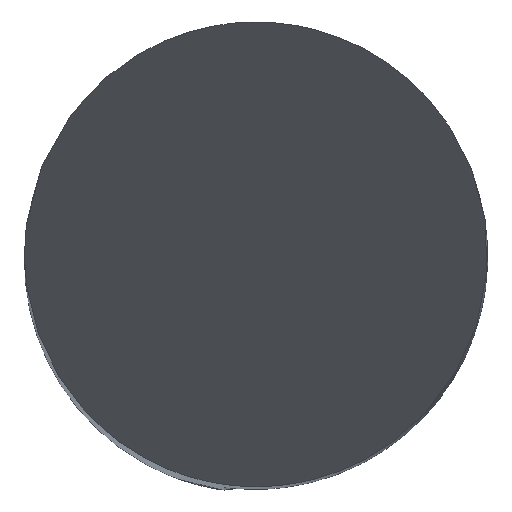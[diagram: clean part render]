
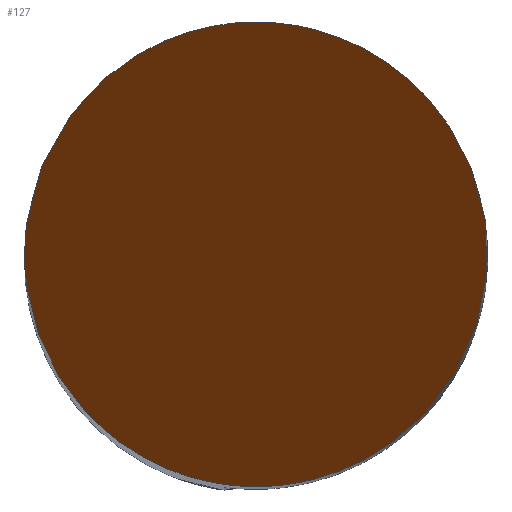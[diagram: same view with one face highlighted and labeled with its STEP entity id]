
A CAD part, top view. The second image highlights one B-rep face of the part: STEP entity #127.
In plain terms, the highlighted planar face has unit normal (0, -0.866, 0.5).
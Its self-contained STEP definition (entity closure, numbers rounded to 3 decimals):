
#61=PLANE('',#581);
#127=ADVANCED_FACE('',(#163),#61,.F.);
#163=FACE_OUTER_BOUND('',#192,.T.);
#192=EDGE_LOOP('',(#290));
#290=ORIENTED_EDGE('',*,*,#449,.F.);
#387=VERTEX_POINT('',#1214);
#449=EDGE_CURVE('',#387,#387,#530,.T.);
#530=(
BOUNDED_CURVE()
B_SPLINE_CURVE(3,(#1207,#1208,#1209,#1210,#1211,#1212,#1213),
 .UNSPECIFIED.,.T.,.F.)
B_SPLINE_CURVE_WITH_KNOTS((1,3,3,3,1),(-0.5,0.,0.5,1.,1.5),
 .UNSPECIFIED.)
CURVE()
GEOMETRIC_REPRESENTATION_ITEM()
RATIONAL_B_SPLINE_CURVE((1.,0.333,0.333,1.,0.333,
0.333,1.))
REPRESENTATION_ITEM('')
);
#581=AXIS2_PLACEMENT_3D('',#1215,#644,#645);
#644=DIRECTION('',(0.,0.866,-0.5));
#645=DIRECTION('',(0.,-0.5,-0.866));
#1207=CARTESIAN_POINT('',(0.,2.,3.464));
#1208=CARTESIAN_POINT('',(4.,2.,3.464));
#1209=CARTESIAN_POINT('',(4.,-2.,-3.464));
#1210=CARTESIAN_POINT('',(0.,-2.,-3.464));
#1211=CARTESIAN_POINT('',(-4.,-2.,-3.464));
#1212=CARTESIAN_POINT('',(-4.,2.,3.464));
#1213=CARTESIAN_POINT('',(0.,2.,3.464));
#1214=CARTESIAN_POINT('',(0.,2.,3.464));
#1215=CARTESIAN_POINT('',(-2.,2.,3.464));
